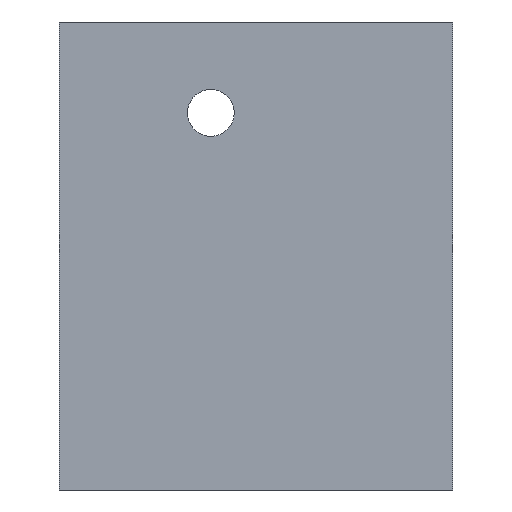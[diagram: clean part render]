
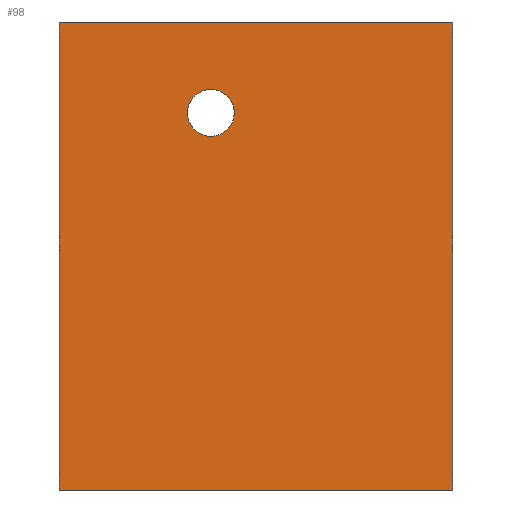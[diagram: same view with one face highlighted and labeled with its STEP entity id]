
A CAD part, left-side view. The second image highlights one B-rep face of the part: STEP entity #98.
In plain terms, the highlighted planar face has unit normal (-1, 0, 0).
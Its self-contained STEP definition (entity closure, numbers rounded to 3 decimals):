
#5 = EDGE_CURVE ( 'NONE', #289, #157, #20, .T. ) ;
#6 = FACE_OUTER_BOUND ( 'NONE', #504, .T. ) ;
#9 = DIRECTION ( 'NONE',  ( 0., -1., 0. ) ) ;
#11 = FACE_BOUND ( 'NONE', #93, .T. ) ;
#20 = LINE ( 'NONE', #512, #437 ) ;
#25 = LINE ( 'NONE', #135, #513 ) ;
#46 = ORIENTED_EDGE ( 'NONE', *, *, #5, .T. ) ;
#47 = CARTESIAN_POINT ( 'NONE',  ( 5.734, -54.633, 100. ) ) ;
#51 = ORIENTED_EDGE ( 'NONE', *, *, #225, .F. ) ;
#71 = AXIS2_PLACEMENT_3D ( 'NONE', #320, #358, #282 ) ;
#93 = EDGE_LOOP ( 'NONE', ( #51, #395 ) ) ;
#98 = ADVANCED_FACE ( 'NONE', ( #11, #6 ), #405, .F. ) ;
#110 = EDGE_CURVE ( 'NONE', #243, #296, #331, .T. ) ;
#111 = CARTESIAN_POINT ( 'NONE',  ( 5.734, -54.633, 0. ) ) ;
#127 = CARTESIAN_POINT ( 'NONE',  ( 5.734, 29.367, 0. ) ) ;
#128 = DIRECTION ( 'NONE',  ( 0., -1., 0. ) ) ;
#135 = CARTESIAN_POINT ( 'NONE',  ( 5.734, -54.633, 100. ) ) ;
#141 = AXIS2_PLACEMENT_3D ( 'NONE', #375, #253, #128 ) ;
#157 = VERTEX_POINT ( 'NONE', #111 ) ;
#174 = CARTESIAN_POINT ( 'NONE',  ( 5.734, -2.985, 80.575 ) ) ;
#181 = CARTESIAN_POINT ( 'NONE',  ( 5.734, 2.015, 80.575 ) ) ;
#184 = LINE ( 'NONE', #193, #447 ) ;
#193 = CARTESIAN_POINT ( 'NONE',  ( 5.734, 29.367, 100. ) ) ;
#201 = AXIS2_PLACEMENT_3D ( 'NONE', #174, #247, #9 ) ;
#225 = EDGE_CURVE ( 'NONE', #376, #473, #232, .T. ) ;
#232 = CIRCLE ( 'NONE', #141, 5. ) ;
#243 = VERTEX_POINT ( 'NONE', #487 ) ;
#247 = DIRECTION ( 'NONE',  ( -1., 0., 0. ) ) ;
#253 = DIRECTION ( 'NONE',  ( -1., 0., 0. ) ) ;
#273 = EDGE_CURVE ( 'NONE', #473, #376, #415, .T. ) ;
#274 = DIRECTION ( 'NONE',  ( 0., -1., 0. ) ) ;
#278 = ORIENTED_EDGE ( 'NONE', *, *, #468, .T. ) ;
#282 = DIRECTION ( 'NONE',  ( 0., 1., 0. ) ) ;
#289 = VERTEX_POINT ( 'NONE', #127 ) ;
#296 = VERTEX_POINT ( 'NONE', #47 ) ;
#300 = ORIENTED_EDGE ( 'NONE', *, *, #110, .F. ) ;
#319 = EDGE_CURVE ( 'NONE', #296, #157, #25, .T. ) ;
#320 = CARTESIAN_POINT ( 'NONE',  ( 5.734, 29.367, 100. ) ) ;
#321 = CARTESIAN_POINT ( 'NONE',  ( 5.734, 29.367, 100. ) ) ;
#323 = DIRECTION ( 'NONE',  ( 0., -1., 0. ) ) ;
#331 = LINE ( 'NONE', #321, #460 ) ;
#358 = DIRECTION ( 'NONE',  ( 1., 0., 0. ) ) ;
#375 = CARTESIAN_POINT ( 'NONE',  ( 5.734, -2.985, 80.575 ) ) ;
#376 = VERTEX_POINT ( 'NONE', #421 ) ;
#388 = ORIENTED_EDGE ( 'NONE', *, *, #319, .F. ) ;
#395 = ORIENTED_EDGE ( 'NONE', *, *, #273, .F. ) ;
#405 = PLANE ( 'NONE',  #71 ) ;
#415 = CIRCLE ( 'NONE', #201, 5. ) ;
#421 = CARTESIAN_POINT ( 'NONE',  ( 5.734, -7.985, 80.575 ) ) ;
#437 = VECTOR ( 'NONE', #274, 1000. ) ;
#447 = VECTOR ( 'NONE', #515, 1000. ) ;
#459 = DIRECTION ( 'NONE',  ( 0., 0., -1. ) ) ;
#460 = VECTOR ( 'NONE', #323, 1000. ) ;
#468 = EDGE_CURVE ( 'NONE', #243, #289, #184, .T. ) ;
#473 = VERTEX_POINT ( 'NONE', #181 ) ;
#487 = CARTESIAN_POINT ( 'NONE',  ( 5.734, 29.367, 100. ) ) ;
#504 = EDGE_LOOP ( 'NONE', ( #46, #388, #300, #278 ) ) ;
#512 = CARTESIAN_POINT ( 'NONE',  ( 5.734, 29.367, 0. ) ) ;
#513 = VECTOR ( 'NONE', #459, 1000. ) ;
#515 = DIRECTION ( 'NONE',  ( 0., 0., -1. ) ) ;
